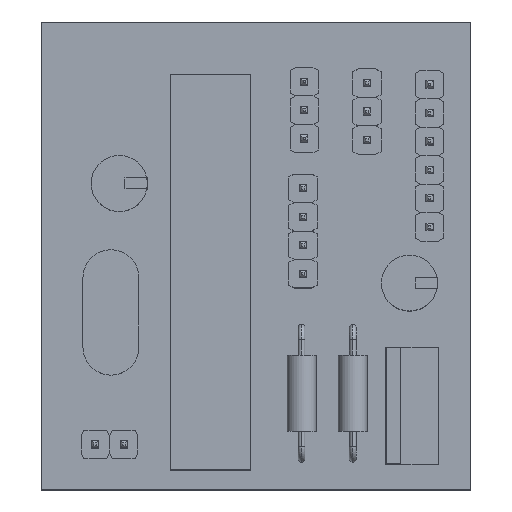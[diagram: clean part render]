
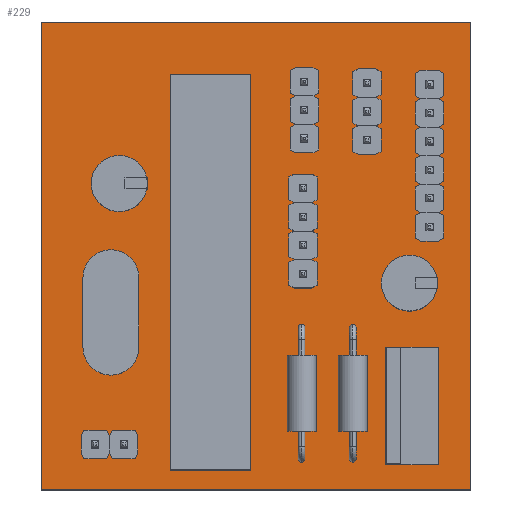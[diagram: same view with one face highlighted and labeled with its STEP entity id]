
A CAD part, top view. The second image highlights one B-rep face of the part: STEP entity #229.
In plain terms, the highlighted planar face has unit normal (0, 0, 1).
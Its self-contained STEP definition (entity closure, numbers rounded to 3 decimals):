
#100 = VERTEX_POINT('',#101);
#101 = CARTESIAN_POINT('',(25.146,86.36,0.411));
#107 = EDGE_CURVE('',#100,#108,#110,.T.);
#108 = VERTEX_POINT('',#109);
#109 = CARTESIAN_POINT('',(63.5,86.36,0.411));
#110 = LINE('',#111,#112);
#111 = CARTESIAN_POINT('',(25.146,86.36,0.411));
#112 = VECTOR('',#113,1.);
#113 = DIRECTION('',(1.,0.,0.));
#138 = EDGE_CURVE('',#108,#139,#141,.T.);
#139 = VERTEX_POINT('',#140);
#140 = CARTESIAN_POINT('',(63.5,128.143,0.411));
#141 = LINE('',#142,#143);
#142 = CARTESIAN_POINT('',(63.5,86.36,0.411));
#143 = VECTOR('',#144,1.);
#144 = DIRECTION('',(0.,1.,0.));
#169 = EDGE_CURVE('',#139,#170,#172,.T.);
#170 = VERTEX_POINT('',#171);
#171 = CARTESIAN_POINT('',(25.146,128.143,0.411));
#172 = LINE('',#173,#174);
#173 = CARTESIAN_POINT('',(63.5,128.143,0.411));
#174 = VECTOR('',#175,1.);
#175 = DIRECTION('',(-1.,0.,0.));
#200 = EDGE_CURVE('',#170,#100,#201,.T.);
#201 = LINE('',#202,#203);
#202 = CARTESIAN_POINT('',(25.146,128.143,0.411));
#203 = VECTOR('',#204,1.);
#204 = DIRECTION('',(0.,-1.,0.));
#229 = ADVANCED_FACE('',(#230),#236,.F.);
#230 = FACE_BOUND('',#231,.T.);
#231 = EDGE_LOOP('',(#232,#233,#234,#235));
#232 = ORIENTED_EDGE('',*,*,#107,.T.);
#233 = ORIENTED_EDGE('',*,*,#138,.T.);
#234 = ORIENTED_EDGE('',*,*,#169,.T.);
#235 = ORIENTED_EDGE('',*,*,#200,.T.);
#236 = PLANE('',#237);
#237 = AXIS2_PLACEMENT_3D('',#238,#239,#240);
#238 = CARTESIAN_POINT('',(25.146,86.36,0.411));
#239 = DIRECTION('',(0.,0.,-1.));
#240 = DIRECTION('',(-1.,0.,0.));
